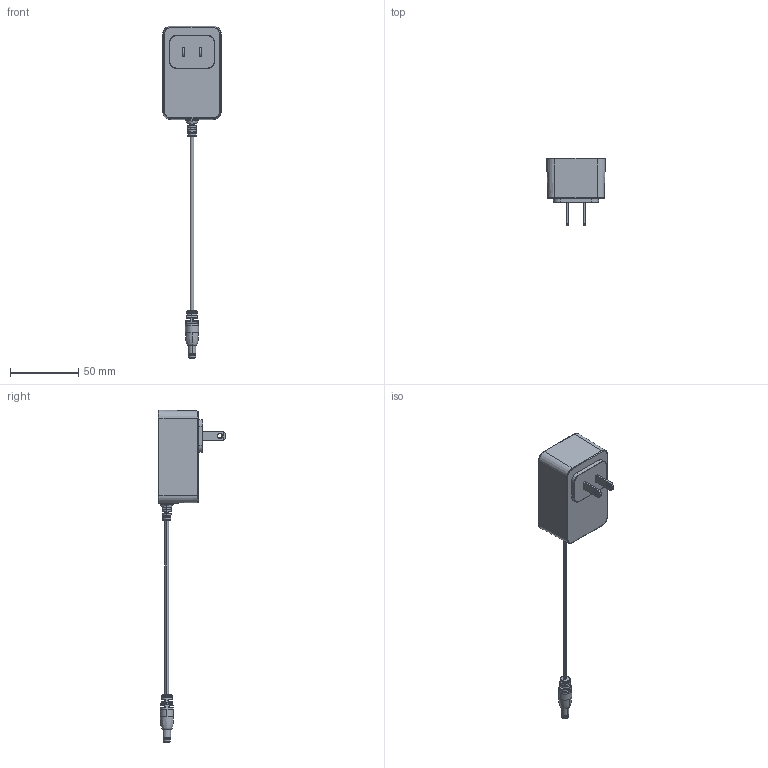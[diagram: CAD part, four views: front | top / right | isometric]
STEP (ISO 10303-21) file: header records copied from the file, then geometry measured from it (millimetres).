
FILE_DESCRIPTION (( 'STEP AP203' ), '1' );
FILE_NAME ('16-00183.STEP', '2019-08-13T20:51:59', ( '' ), ( '' ), 'SwSTEP 2.0', 'SolidWorks 2015', '' );
FILE_SCHEMA (( 'CONFIG_CONTROL_DESIGN' ));
Length unit declared in the file: millimetre
Products named in the file (14): 24-00279; 10-03165; 50-00129 insulator; 50-00129; 50-00129 shell; 30-00341_stripped and tinned; 26-00002_bottom case; 26-00002_top case; 16-00183; 50-00129 contact; 24-00003; UL_1-15 pin; Nema 1-15 plug; 26-00002
Assembly tree (14 placements, depth 4):
  16-00183
    10-03165
      30-00341_stripped and tinned
      24-00003
      24-00279
      50-00129
        50-00129 contact
        50-00129 insulator
        50-00129 shell
    26-00002
      26-00002_bottom case
      26-00002_top case
    Nema 1-15 plug
      UL_1-15 pin  x2
Bounding box: 42.97 x 49.5 x 243.07 mm (x, y, z)
Volume: 28049.7 mm3; surface area: 35635.8 mm2
Topology: 92 solids, 92 shells, 1231 faces, 2769 edges, 1804 vertices
Faces by surface type: plane 665, cylinder 347, bspline 139, cone 46, torus 34
Entity records: 40884 total; most frequent: CARTESIAN_POINT 12859, DIRECTION 5432, ORIENTED_EDGE 5410, EDGE_CURVE 2705, AXIS2_PLACEMENT_3D 2020, VERTEX_POINT 1764, LINE 1392, VECTOR 1392
